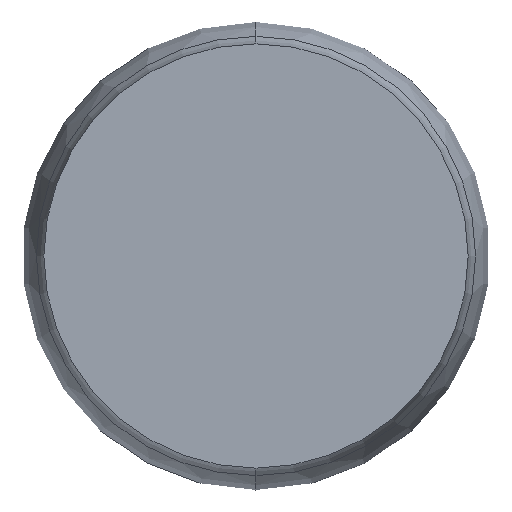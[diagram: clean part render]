
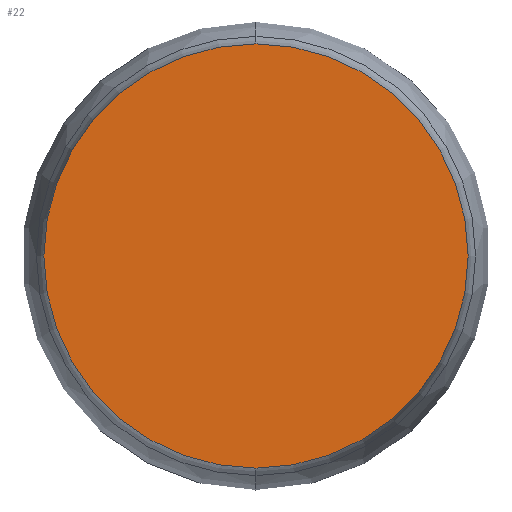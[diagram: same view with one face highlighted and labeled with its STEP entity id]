
A CAD part, left-side view. The second image highlights one B-rep face of the part: STEP entity #22.
In plain terms, the highlighted planar face has unit normal (-1, 0, 0).
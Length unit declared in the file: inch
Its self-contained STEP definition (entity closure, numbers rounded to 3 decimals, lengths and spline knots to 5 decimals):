
#4 = ORIENTED_EDGE ( 'NONE', *, *, #633, .F. ) ;
#5 = CARTESIAN_POINT ( 'NONE',  ( 0., 0.033, 0. ) ) ;
#22 = ADVANCED_FACE ( 'NONE', ( #766 ), #405, .T. ) ;
#52 = VERTEX_POINT ( 'NONE', #797 ) ;
#59 = DIRECTION ( 'NONE',  ( -1., 0., 0. ) ) ;
#244 = DIRECTION ( 'NONE',  ( 0., 0., -1. ) ) ;
#382 = CARTESIAN_POINT ( 'NONE',  ( 0., 0., 0. ) ) ;
#405 = PLANE ( 'NONE',  #512 ) ;
#443 = DIRECTION ( 'NONE',  ( 1., 0., 0. ) ) ;
#512 = AXIS2_PLACEMENT_3D ( 'NONE', #5, #59, #1202 ) ;
#586 = CARTESIAN_POINT ( 'NONE',  ( 0., 0., 0. ) ) ;
#628 = CIRCLE ( 'NONE', #1500, 0.033 ) ;
#633 = EDGE_CURVE ( 'NONE', #1285, #52, #1578, .T. ) ;
#663 = ORIENTED_EDGE ( 'NONE', *, *, #1320, .F. ) ;
#766 = FACE_OUTER_BOUND ( 'NONE', #1631, .T. ) ;
#797 = CARTESIAN_POINT ( 'NONE',  ( 0., 0., -0.033 ) ) ;
#1077 = CARTESIAN_POINT ( 'NONE',  ( 0., 0., 0.033 ) ) ;
#1202 = DIRECTION ( 'NONE',  ( 0., 0., 1. ) ) ;
#1207 = DIRECTION ( 'NONE',  ( 1., 0., 0. ) ) ;
#1266 = DIRECTION ( 'NONE',  ( 0., 0., -1. ) ) ;
#1285 = VERTEX_POINT ( 'NONE', #1077 ) ;
#1320 = EDGE_CURVE ( 'NONE', #52, #1285, #628, .T. ) ;
#1396 = AXIS2_PLACEMENT_3D ( 'NONE', #586, #443, #1266 ) ;
#1500 = AXIS2_PLACEMENT_3D ( 'NONE', #382, #1207, #244 ) ;
#1578 = CIRCLE ( 'NONE', #1396, 0.033 ) ;
#1631 = EDGE_LOOP ( 'NONE', ( #663, #4 ) ) ;
